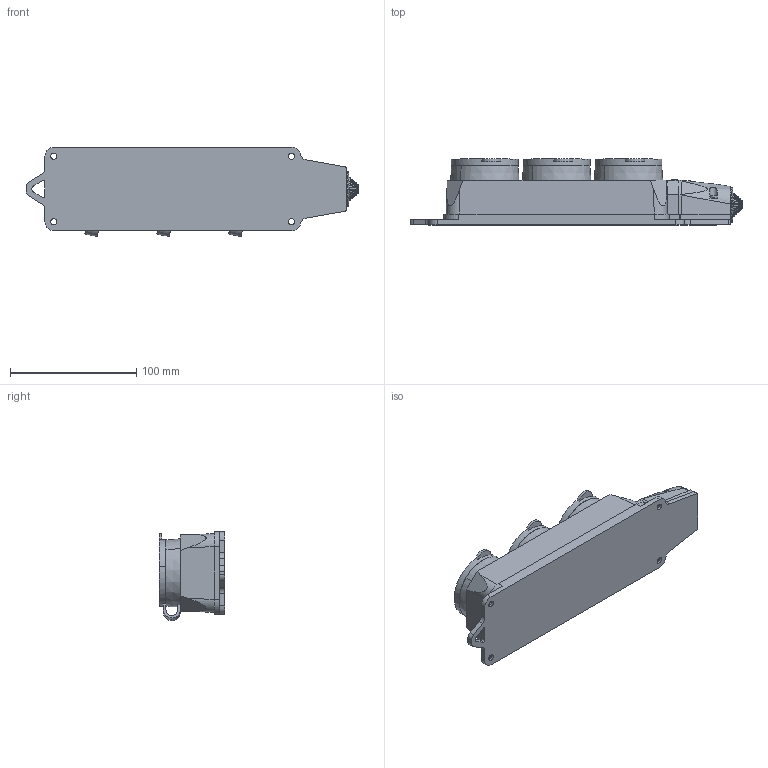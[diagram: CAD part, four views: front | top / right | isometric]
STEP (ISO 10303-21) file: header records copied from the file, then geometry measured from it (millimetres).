
FILE_DESCRIPTION (( 'STEP AP214' ), '1' );
FILE_NAME ('PKR61-016-2-K02 ÐÁ33-1-0ì Ðîçåòêà (êîëîäêà) òðåõìåñòíàÿ ñ çàùèòíûìè êðûøêàìè ÎÌÅÃÀ IP44.STEP', '2017-01-12T08:22:52', ( '' ), ( '' ), 'SwSTEP 2.0', 'SolidWorks 2014', '' );
FILE_SCHEMA (( 'AUTOMOTIVE_DESIGN' ));
Length unit declared in the file: millimetre
Products named in the file (1): PKR61-016-2-K02 ÐÁ33-1-0ì Ðîçåòêà (êîëîäêà) òðåõìåñòíàÿ ñ çàùèòíûìè êðûøêàìè ÎÌÅÃÀ IP44
Bounding box: 263.41 x 52.3 x 70.73 mm (x, y, z)
Volume: 209447.9 mm3; surface area: 148823 mm2
Topology: 9 solids, 9 shells, 2415 faces, 6326 edges, 4090 vertices
Faces by surface type: plane 1484, cylinder 438, bspline 374, cone 81, torus 26, sphere 12
Entity records: 93718 total; most frequent: CARTESIAN_POINT 36051, ORIENTED_EDGE 12636, DIRECTION 10611, EDGE_CURVE 6318, LINE 4235, VECTOR 4235, VERTEX_POINT 4090, AXIS2_PLACEMENT_3D 3188
